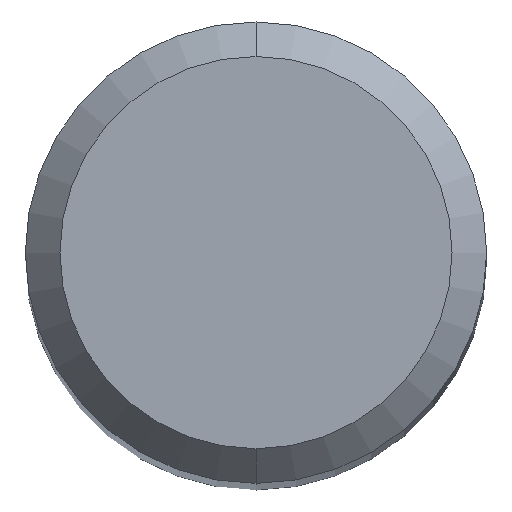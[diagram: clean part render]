
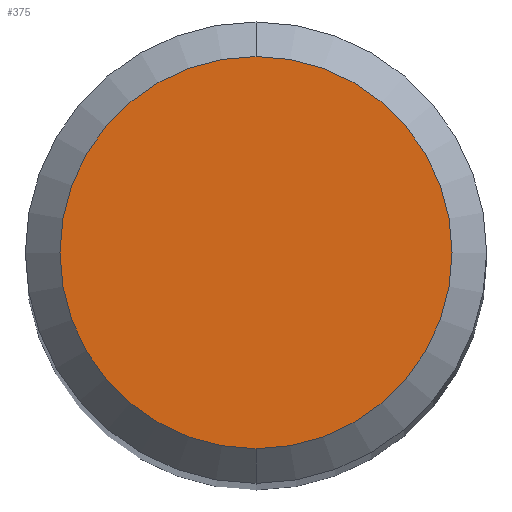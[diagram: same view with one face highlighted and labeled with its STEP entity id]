
A CAD part, top view. The second image highlights one B-rep face of the part: STEP entity #375.
In plain terms, the highlighted planar face has unit normal (0, 0, 1).
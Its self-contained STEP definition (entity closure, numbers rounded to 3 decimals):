
#215=EDGE_CURVE('',#489,#479,#578,.T.);
#359=EDGE_CURVE('',#479,#489,#737,.T.);
#375=ADVANCED_FACE('',(#757),#758,.T.);
#479=VERTEX_POINT('',#875);
#489=VERTEX_POINT('',#885);
#578=CIRCLE('',#979,1.7);
#737=CIRCLE('',#1320,1.7);
#757=FACE_OUTER_BOUND('',#1342,.T.);
#758=PLANE('',#1343);
#875=CARTESIAN_POINT('',(0.,-1.7,0.0));
#885=CARTESIAN_POINT('',(0.0,1.7,0.0));
#979=AXIS2_PLACEMENT_3D('',#1697,#1698,#1699);
#1320=AXIS2_PLACEMENT_3D('',#1870,#1871,#1872);
#1342=EDGE_LOOP('',(#1908,#1909));
#1343=AXIS2_PLACEMENT_3D('',#1910,#1911,#1912);
#1697=CARTESIAN_POINT('',(0.0,0.0,0.0));
#1698=DIRECTION('',(0.0,0.0,-1.0));
#1699=DIRECTION('',(0.0,1.0,0.0));
#1870=CARTESIAN_POINT('',(0.0,0.0,0.0));
#1871=DIRECTION('',(0.0,0.0,-1.0));
#1872=DIRECTION('',(0.0,1.0,0.0));
#1908=ORIENTED_EDGE('',*,*,#215,.F.);
#1909=ORIENTED_EDGE('',*,*,#359,.F.);
#1910=CARTESIAN_POINT('',(0.0,0.85,0.0));
#1911=DIRECTION('',(-0.0,0.0,1.0));
#1912=DIRECTION('',(0.0,-1.0,0.0));
